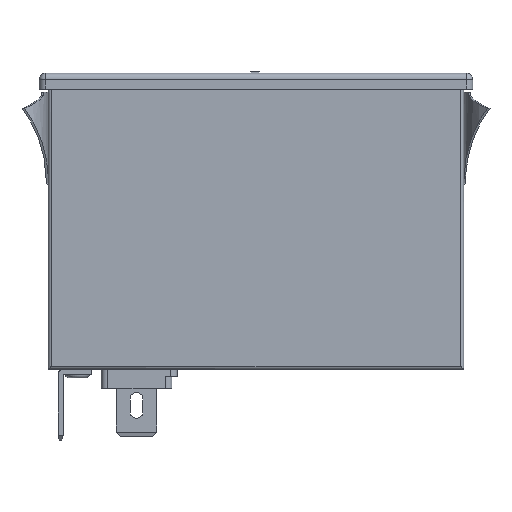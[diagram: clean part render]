
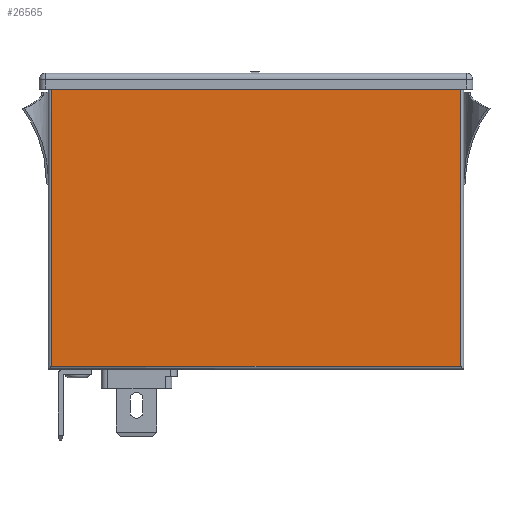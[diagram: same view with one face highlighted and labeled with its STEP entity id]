
A CAD part, front view. The second image highlights one B-rep face of the part: STEP entity #26565.
In plain terms, the highlighted planar face has unit normal (0, -1, 0).
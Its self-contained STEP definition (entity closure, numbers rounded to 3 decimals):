
#1638 = AXIS2_PLACEMENT_3D ( 'NONE', #12939, #8269, #5886 ) ;
#1695 = VERTEX_POINT ( 'NONE', #8281 ) ;
#3294 = LINE ( 'NONE', #11785, #27328 ) ;
#4067 = DIRECTION ( 'NONE',  ( -1., 0., 0. ) ) ;
#5507 = CARTESIAN_POINT ( 'NONE',  ( -31.75, -13.25, -2. ) ) ;
#5886 = DIRECTION ( 'NONE',  ( 0., 0., 1. ) ) ;
#7468 = EDGE_CURVE ( 'NONE', #15535, #22171, #24544, .T. ) ;
#7486 = VECTOR ( 'NONE', #4067, 1000. ) ;
#8269 = DIRECTION ( 'NONE',  ( 0., 1., 0. ) ) ;
#8281 = CARTESIAN_POINT ( 'NONE',  ( -31.75, -13.25, -45.5 ) ) ;
#9395 = VERTEX_POINT ( 'NONE', #19012 ) ;
#9442 = DIRECTION ( 'NONE',  ( 0., 0., 1. ) ) ;
#11256 = DIRECTION ( 'NONE',  ( 0., 0., -1. ) ) ;
#11785 = CARTESIAN_POINT ( 'NONE',  ( 31.75, -13.25, -46. ) ) ;
#12939 = CARTESIAN_POINT ( 'NONE',  ( 32.25, -13.25, -46. ) ) ;
#14259 = ORIENTED_EDGE ( 'NONE', *, *, #22457, .T. ) ;
#15364 = VECTOR ( 'NONE', #11256, 1000. ) ;
#15535 = VERTEX_POINT ( 'NONE', #24081 ) ;
#15628 = ORIENTED_EDGE ( 'NONE', *, *, #16126, .T. ) ;
#16126 = EDGE_CURVE ( 'NONE', #1695, #9395, #17697, .T. ) ;
#17697 = LINE ( 'NONE', #26721, #20101 ) ;
#17983 = DIRECTION ( 'NONE',  ( 1., 0., 0. ) ) ;
#19012 = CARTESIAN_POINT ( 'NONE',  ( 31.75, -13.25, -45.5 ) ) ;
#19535 = CARTESIAN_POINT ( 'NONE',  ( 32.25, -13.25, -2. ) ) ;
#19798 = FACE_OUTER_BOUND ( 'NONE', #26074, .T. ) ;
#20041 = CARTESIAN_POINT ( 'NONE',  ( -31.75, -13.25, -46. ) ) ;
#20101 = VECTOR ( 'NONE', #17983, 1000. ) ;
#20246 = EDGE_CURVE ( 'NONE', #22171, #1695, #28595, .T. ) ;
#21430 = ORIENTED_EDGE ( 'NONE', *, *, #20246, .T. ) ;
#22171 = VERTEX_POINT ( 'NONE', #5507 ) ;
#22457 = EDGE_CURVE ( 'NONE', #9395, #15535, #3294, .T. ) ;
#23656 = PLANE ( 'NONE',  #1638 ) ;
#24081 = CARTESIAN_POINT ( 'NONE',  ( 31.75, -13.25, -2. ) ) ;
#24544 = LINE ( 'NONE', #19535, #7486 ) ;
#25570 = ORIENTED_EDGE ( 'NONE', *, *, #7468, .T. ) ;
#26074 = EDGE_LOOP ( 'NONE', ( #15628, #14259, #25570, #21430 ) ) ;
#26565 = ADVANCED_FACE ( 'NONE', ( #19798 ), #23656, .F. ) ;
#26721 = CARTESIAN_POINT ( 'NONE',  ( 32.25, -13.25, -45.5 ) ) ;
#27328 = VECTOR ( 'NONE', #9442, 1000. ) ;
#28595 = LINE ( 'NONE', #20041, #15364 ) ;
